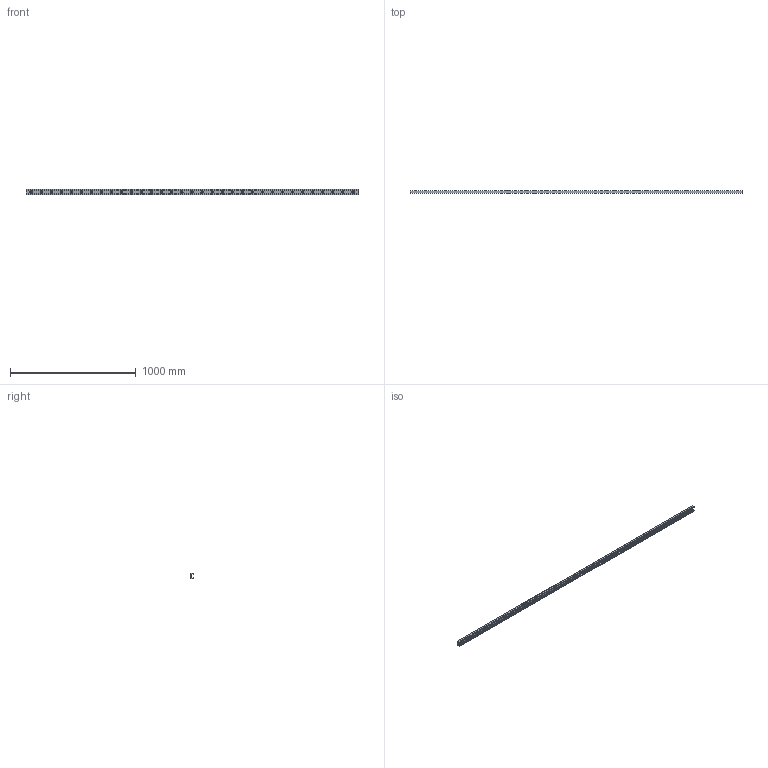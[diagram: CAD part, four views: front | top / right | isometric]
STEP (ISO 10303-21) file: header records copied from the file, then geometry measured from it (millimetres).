
FILE_DESCRIPTION((''),'2;1');
FILE_NAME('LCX 43-2640.V.stp','2016-04-28T15:03:07',('MRathmann'),(''),'Autodesk Inventor 2012','Autodesk Inventor 2012','');
FILE_SCHEMA(('CONFIG_CONTROL_DESIGN'));
Length unit declared in the file: millimetre
Products named in the file (1): LCX 43-2640.V
Bounding box: 2640 x 21 x 43 mm (x, y, z)
Volume: 902294.7 mm3; surface area: 420140.5 mm2
Topology: 1 solids, 1 shells, 94 faces, 243 edges, 151 vertices
Faces by surface type: cylinder 46, cone 33, plane 15
Full cylindrical faces by diameter (mm): 8.5 x33
Entity records: 2716 total; most frequent: DIRECTION 492, CARTESIAN_POINT 423, ORIENTED_EDGE 354, EDGE_LOOP 226, AXIS2_PLACEMENT_3D 220, EDGE_CURVE 177, VERTEX_POINT 151, FACE_BOUND 132
